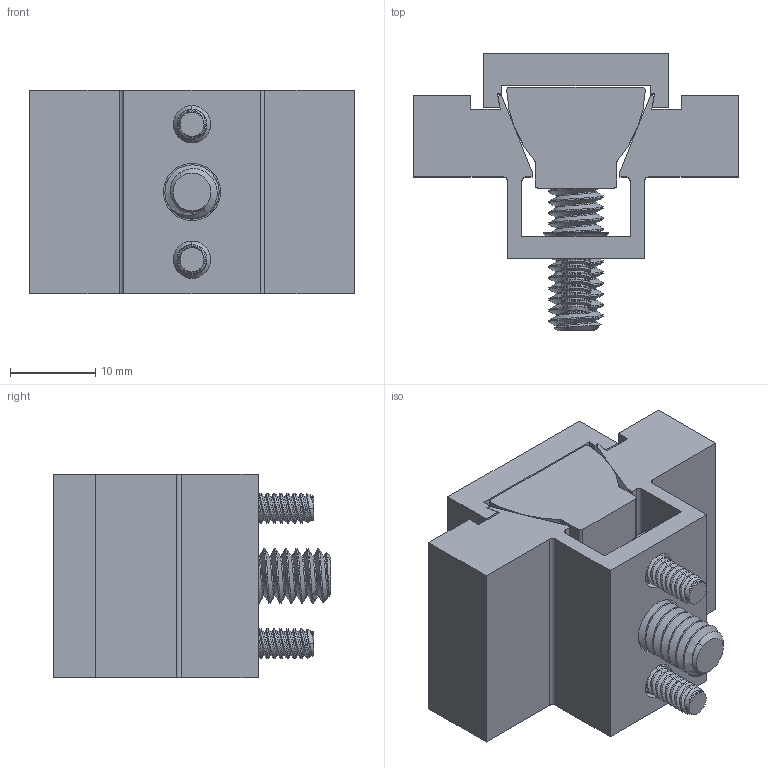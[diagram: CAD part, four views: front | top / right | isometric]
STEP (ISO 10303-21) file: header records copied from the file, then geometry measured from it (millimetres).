
FILE_DESCRIPTION (( 'STEP AP203' ), '1' );
FILE_NAME ('05-0434.STEP', '2023-06-05T17:23:34', ( '' ), ( '' ), 'SwSTEP 2.0', 'SolidWorks 2022', '' );
FILE_SCHEMA (( 'CONFIG_CONTROL_DESIGN' ));
Length unit declared in the file: inch
Products named in the file (6): 607501_607501; 60125_60125; 63238 FHCS_63238 FHSC; 05-0434; 60320_60320; 60145_60145
Assembly tree (6 placements, depth 2):
  05-0434
    60320_60320
    60145_60145
    60125_60125
    607501_607501
    63238 FHCS_63238 FHSC  x2
Bounding box: 38.1 x 32.56 x 23.88 mm (x, y, z)
Volume: 12811.8 mm3; surface area: 9103.1 mm2
Topology: 6 solids, 6 shells, 392 faces, 926 edges, 555 vertices
Faces by surface type: cylinder 170, cone 121, plane 91, bspline 10
Entity records: 11709 total; most frequent: CARTESIAN_POINT 4819, ORIENTED_EDGE 1400, DIRECTION 1207, EDGE_CURVE 700, AXIS2_PLACEMENT_3D 435, VERTEX_POINT 432, VECTOR 337, LINE 337
